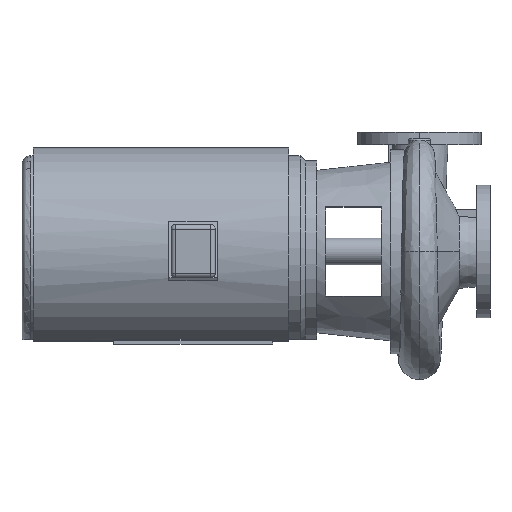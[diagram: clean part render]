
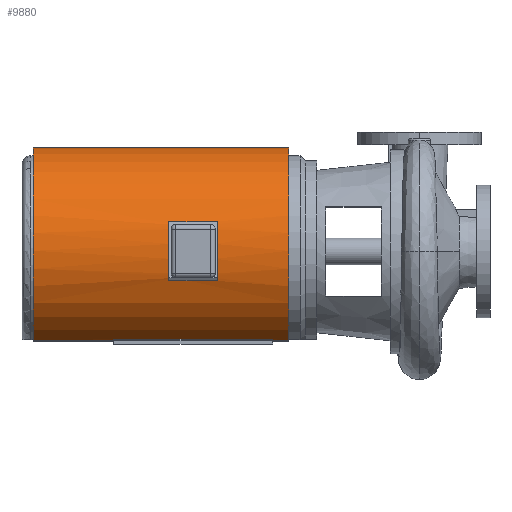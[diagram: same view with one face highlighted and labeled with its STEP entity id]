
A CAD part, top view. The second image highlights one B-rep face of the part: STEP entity #9880.
In plain terms, the highlighted cylindrical face has radius 149.225 mm (diameter 298.45 mm), a partial arc.
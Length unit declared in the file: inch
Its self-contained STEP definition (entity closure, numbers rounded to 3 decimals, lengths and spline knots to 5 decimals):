
#8330=CARTESIAN_POINT('',(-11.563,0.,0.));
#8331=DIRECTION('',(1.,0.,0.));
#8332=DIRECTION('',(0.,-0.213,-0.977));
#8333=AXIS2_PLACEMENT_3D('',#8330,#8331,#8332);
#8338=DIRECTION('',(1.,0.,0.));
#8339=VECTOR('',#8338,2.);
#8340=CARTESIAN_POINT('',(-13.813,-1.5,-5.68028));
#8341=LINE('',#8340,#8339);
#8345=CARTESIAN_POINT('',(-14.063,0.,0.));
#8346=DIRECTION('',(1.,0.,0.));
#8347=DIRECTION('',(0.,-0.213,-0.977));
#8348=AXIS2_PLACEMENT_3D('',#8345,#8346,#8347);
#8353=DIRECTION('',(1.,0.,0.));
#8354=VECTOR('',#8353,2.);
#8355=CARTESIAN_POINT('',(-13.813,1.5,-5.68028));
#8356=LINE('',#8355,#8354);
#8360=CARTESIAN_POINT('',(-7.40675,0.,0.));
#8361=DIRECTION('',(1.,0.,0.));
#8362=DIRECTION('',(0.,0.862,0.508));
#8363=AXIS2_PLACEMENT_3D('',#8360,#8361,#8362);
#8368=DIRECTION('',(1.,0.,0.));
#8369=VECTOR('',#8368,0.90625);
#8370=CARTESIAN_POINT('',(-8.313,5.06148,-2.98278));
#8371=LINE('',#8370,#8369);
#8375=CARTESIAN_POINT('',(-8.313,0.,0.));
#8376=DIRECTION('',(1.,0.,0.));
#8377=DIRECTION('',(0.,0.844,-0.536));
#8378=AXIS2_PLACEMENT_3D('',#8375,#8376,#8377);
#8383=DIRECTION('',(1.,0.,0.));
#8384=VECTOR('',#8383,9.);
#8385=CARTESIAN_POINT('',(-17.313,4.95948,-3.14948));
#8386=LINE('',#8385,#8384);
#8390=CARTESIAN_POINT('',(-17.313,0.,0.));
#8391=DIRECTION('',(1.,0.,0.));
#8392=DIRECTION('',(0.,0.844,-0.536));
#8393=AXIS2_PLACEMENT_3D('',#8390,#8391,#8392);
#8398=DIRECTION('',(1.,0.,0.));
#8399=VECTOR('',#8398,4.537);
#8400=CARTESIAN_POINT('',(-21.85,5.06148,-2.98278));
#8401=LINE('',#8400,#8399);
#8405=CARTESIAN_POINT('',(-21.85,0.,0.));
#8406=DIRECTION('',(-1.,0.,0.));
#8407=DIRECTION('',(0.,0.862,-0.508));
#8408=AXIS2_PLACEMENT_3D('',#8405,#8406,#8407);
#8413=DIRECTION('',(1.,0.,0.));
#8414=VECTOR('',#8413,4.537);
#8415=CARTESIAN_POINT('',(-21.85,5.06148,2.98278));
#8416=LINE('',#8415,#8414);
#8420=CARTESIAN_POINT('',(-17.313,0.,0.));
#8421=DIRECTION('',(1.,0.,0.));
#8422=DIRECTION('',(0.,0.862,0.508));
#8423=AXIS2_PLACEMENT_3D('',#8420,#8421,#8422);
#8428=DIRECTION('',(1.,0.,0.));
#8429=VECTOR('',#8428,9.);
#8430=CARTESIAN_POINT('',(-17.313,4.95948,3.14948));
#8431=LINE('',#8430,#8429);
#8435=CARTESIAN_POINT('',(-8.313,0.,0.));
#8436=DIRECTION('',(1.,0.,0.));
#8437=DIRECTION('',(0.,0.862,0.508));
#8438=AXIS2_PLACEMENT_3D('',#8435,#8436,#8437);
#8443=DIRECTION('',(1.,0.,0.));
#8444=VECTOR('',#8443,0.90625);
#8445=CARTESIAN_POINT('',(-8.313,5.06148,2.98278));
#8446=LINE('',#8445,#8444);
#8538=CARTESIAN_POINT('',(-11.563,1.25,-5.74048));
#8539=CARTESIAN_POINT('',(-11.563,1.2764,-5.73473));
#8540=CARTESIAN_POINT('',(-11.57132,1.32901,
-5.72289));
#8541=CARTESIAN_POINT('',(-11.60842,1.40079,
-5.70569));
#8542=CARTESIAN_POINT('',(-11.66427,1.45604,
-5.69178));
#8543=CARTESIAN_POINT('',(-11.73573,1.49212,
-5.68237));
#8544=CARTESIAN_POINT('',(-11.78734,1.5,-5.68028));
#8545=CARTESIAN_POINT('',(-11.813,1.5,-5.68028));
#8715=CARTESIAN_POINT('',(-13.813,1.5,-5.68028));
#8716=CARTESIAN_POINT('',(-13.83866,1.5,-5.68028));
#8717=CARTESIAN_POINT('',(-13.89027,1.49212,
-5.68237));
#8718=CARTESIAN_POINT('',(-13.96173,1.45604,
-5.69178));
#8719=CARTESIAN_POINT('',(-14.01758,1.40079,
-5.70569));
#8720=CARTESIAN_POINT('',(-14.05468,1.32901,
-5.72289));
#8721=CARTESIAN_POINT('',(-14.063,1.2764,-5.73473));
#8722=CARTESIAN_POINT('',(-14.063,1.25,-5.74048));
#8806=CARTESIAN_POINT('',(-14.063,-1.25,-5.74048));
#8807=CARTESIAN_POINT('',(-14.063,-1.2764,-5.73473));
#8808=CARTESIAN_POINT('',(-14.05468,-1.32901,
-5.72289));
#8809=CARTESIAN_POINT('',(-14.01758,-1.40079,
-5.70569));
#8810=CARTESIAN_POINT('',(-13.96173,-1.45604,
-5.69178));
#8811=CARTESIAN_POINT('',(-13.89027,-1.49212,
-5.68237));
#8812=CARTESIAN_POINT('',(-13.83866,-1.5,-5.68028));
#8813=CARTESIAN_POINT('',(-13.813,-1.5,-5.68028));
#8864=CARTESIAN_POINT('',(-11.813,-1.5,-5.68028));
#8865=CARTESIAN_POINT('',(-11.78734,-1.5,-5.68028));
#8866=CARTESIAN_POINT('',(-11.73573,-1.49212,
-5.68237));
#8867=CARTESIAN_POINT('',(-11.66427,-1.45604,
-5.69178));
#8868=CARTESIAN_POINT('',(-11.60842,-1.40079,
-5.70569));
#8869=CARTESIAN_POINT('',(-11.57132,-1.32901,
-5.72289));
#8870=CARTESIAN_POINT('',(-11.563,-1.2764,-5.73473));
#8871=CARTESIAN_POINT('',(-11.563,-1.25,-5.74048));
#9486=VERTEX_POINT('',#8806);
#9487=VERTEX_POINT('',#8813);
#9488=VERTEX_POINT('',#8864);
#9489=VERTEX_POINT('',#8871);
#9490=VERTEX_POINT('',#8715);
#9491=VERTEX_POINT('',#8722);
#9492=VERTEX_POINT('',#8538);
#9493=VERTEX_POINT('',#8545);
#9546=CARTESIAN_POINT('',(-17.313,4.95948,3.14948));
#9547=CARTESIAN_POINT('',(-8.313,4.95948,3.14948));
#9548=VERTEX_POINT('',#9546);
#9549=VERTEX_POINT('',#9547);
#9550=CARTESIAN_POINT('',(-17.313,4.95948,-3.14948));
#9551=CARTESIAN_POINT('',(-8.313,4.95948,-3.14948));
#9552=VERTEX_POINT('',#9550);
#9553=VERTEX_POINT('',#9551);
#9604=CARTESIAN_POINT('',(-7.40675,5.06148,2.98278));
#9605=CARTESIAN_POINT('',(-7.40675,5.06148,-2.98278));
#9606=VERTEX_POINT('',#9604);
#9607=VERTEX_POINT('',#9605);
#9608=CARTESIAN_POINT('',(-21.85,5.06148,-2.98278));
#9609=CARTESIAN_POINT('',(-21.85,5.06148,2.98278));
#9610=VERTEX_POINT('',#9608);
#9611=VERTEX_POINT('',#9609);
#9629=CARTESIAN_POINT('',(-17.313,5.06148,2.98278));
#9630=VERTEX_POINT('',#9629);
#9631=CARTESIAN_POINT('',(-8.313,5.06148,2.98278));
#9632=VERTEX_POINT('',#9631);
#9633=CARTESIAN_POINT('',(-17.313,5.06148,-2.98278));
#9634=VERTEX_POINT('',#9633);
#9635=CARTESIAN_POINT('',(-8.313,5.06148,-2.98278));
#9636=VERTEX_POINT('',#9635);
#9836=CARTESIAN_POINT('',(-23.33435,0.,0.));
#9837=DIRECTION('',(1.,0.,0.));
#9838=DIRECTION('',(0.,-1.,0.));
#9839=AXIS2_PLACEMENT_3D('',#9836,#9837,#9838);
#9840=CYLINDRICAL_SURFACE('',#9839,5.875);
#9842=ORIENTED_EDGE('',*,*,#9841,.T.);
#9844=ORIENTED_EDGE('',*,*,#9843,.F.);
#9846=ORIENTED_EDGE('',*,*,#9845,.F.);
#9848=ORIENTED_EDGE('',*,*,#9847,.F.);
#9849=ORIENTED_EDGE('',*,*,#9821,.T.);
#9851=ORIENTED_EDGE('',*,*,#9850,.F.);
#9852=ORIENTED_EDGE('',*,*,#9765,.T.);
#9853=ORIENTED_EDGE('',*,*,#9782,.T.);
#9854=ORIENTED_EDGE('',*,*,#9802,.T.);
#9856=ORIENTED_EDGE('',*,*,#9855,.T.);
#9858=ORIENTED_EDGE('',*,*,#9857,.F.);
#9859=ORIENTED_EDGE('',*,*,#9788,.T.);
#9860=EDGE_LOOP('',(#9842,#9844,#9846,#9848,#9849,#9851,#9852,#9853,#9854,#9856,
#9858,#9859));
#9861=FACE_OUTER_BOUND('',#9860,.F.);
#9863=ORIENTED_EDGE('',*,*,#9862,.F.);
#9865=ORIENTED_EDGE('',*,*,#9864,.F.);
#9867=ORIENTED_EDGE('',*,*,#9866,.F.);
#9869=ORIENTED_EDGE('',*,*,#9868,.F.);
#9871=ORIENTED_EDGE('',*,*,#9870,.T.);
#9873=ORIENTED_EDGE('',*,*,#9872,.F.);
#9875=ORIENTED_EDGE('',*,*,#9874,.T.);
#9877=ORIENTED_EDGE('',*,*,#9876,.F.);
#9878=EDGE_LOOP('',(#9863,#9865,#9867,#9869,#9871,#9873,#9875,#9877));
#9879=FACE_BOUND('',#9878,.F.);
#8334=CIRCLE('',#8333,5.875);
#8349=CIRCLE('',#8348,5.875);
#8364=CIRCLE('',#8363,5.875);
#8379=CIRCLE('',#8378,5.875);
#8394=CIRCLE('',#8393,5.875);
#8409=CIRCLE('',#8408,5.875);
#8424=CIRCLE('',#8423,5.875);
#8439=CIRCLE('',#8438,5.875);
#8546=B_SPLINE_CURVE_WITH_KNOTS('',3,(#8538,#8539,#8540,#8541,#8542,#8543,#8544,
#8545),.UNSPECIFIED.,.F.,.F.,(4,1,1,1,1,4),(0.,0.2,0.4,0.6,0.8,1.),
.UNSPECIFIED.);
#8723=B_SPLINE_CURVE_WITH_KNOTS('',3,(#8715,#8716,#8717,#8718,#8719,#8720,#8721,
#8722),.UNSPECIFIED.,.F.,.F.,(4,1,1,1,1,4),(0.,0.2,0.4,0.6,0.8,1.),
.UNSPECIFIED.);
#8814=B_SPLINE_CURVE_WITH_KNOTS('',3,(#8806,#8807,#8808,#8809,#8810,#8811,#8812,
#8813),.UNSPECIFIED.,.F.,.F.,(4,1,1,1,1,4),(0.,0.2,0.4,0.6,0.8,1.),
.UNSPECIFIED.);
#8872=B_SPLINE_CURVE_WITH_KNOTS('',3,(#8864,#8865,#8866,#8867,#8868,#8869,#8870,
#8871),.UNSPECIFIED.,.F.,.F.,(4,1,1,1,1,4),(0.,0.2,0.4,0.6,0.8,1.),
.UNSPECIFIED.);
#9765=EDGE_CURVE('',#9610,#9611,#8409,.T.);
#9782=EDGE_CURVE('',#9611,#9630,#8416,.T.);
#9788=EDGE_CURVE('',#9632,#9606,#8446,.T.);
#9802=EDGE_CURVE('',#9630,#9548,#8424,.T.);
#9821=EDGE_CURVE('',#9552,#9634,#8394,.T.);
#9841=EDGE_CURVE('',#9606,#9607,#8364,.T.);
#9843=EDGE_CURVE('',#9636,#9607,#8371,.T.);
#9845=EDGE_CURVE('',#9553,#9636,#8379,.T.);
#9847=EDGE_CURVE('',#9552,#9553,#8386,.T.);
#9850=EDGE_CURVE('',#9610,#9634,#8401,.T.);
#9855=EDGE_CURVE('',#9548,#9549,#8431,.T.);
#9857=EDGE_CURVE('',#9632,#9549,#8439,.T.);
#9862=EDGE_CURVE('',#9489,#9492,#8334,.T.);
#9864=EDGE_CURVE('',#9488,#9489,#8872,.T.);
#9866=EDGE_CURVE('',#9487,#9488,#8341,.T.);
#9868=EDGE_CURVE('',#9486,#9487,#8814,.T.);
#9870=EDGE_CURVE('',#9486,#9491,#8349,.T.);
#9872=EDGE_CURVE('',#9490,#9491,#8723,.T.);
#9874=EDGE_CURVE('',#9490,#9493,#8356,.T.);
#9876=EDGE_CURVE('',#9492,#9493,#8546,.T.);
#9880=ADVANCED_FACE('',(#9861,#9879),#9840,.T.);
